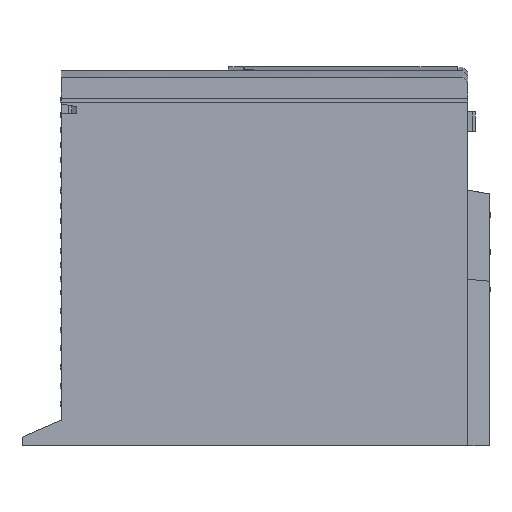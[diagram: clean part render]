
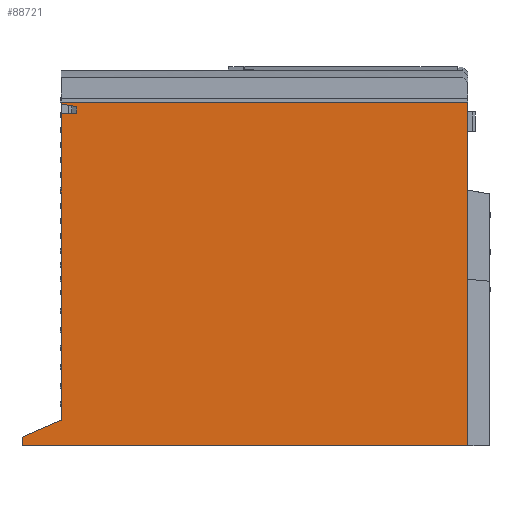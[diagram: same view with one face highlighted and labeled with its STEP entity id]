
A CAD part, left-side view. The second image highlights one B-rep face of the part: STEP entity #88721.
In plain terms, the highlighted planar face has unit normal (-1, 0, 0).
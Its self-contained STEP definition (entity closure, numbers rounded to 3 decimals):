
#56=DIRECTION('',(0.,-1.,0.));
#57=VECTOR('',#56,7.8);
#58=CARTESIAN_POINT('',(-90.,-20.2,169.5));
#59=LINE('',#58,#57);
#19429=DIRECTION('',(0.,0.,1.));
#19430=VECTOR('',#19429,3.7);
#19431=CARTESIAN_POINT('',(-90.,-20.2,165.8));
#19432=LINE('',#19431,#19430);
#20271=DIRECTION('',(0.,-1.,0.));
#20272=VECTOR('',#20271,0.2);
#20273=CARTESIAN_POINT('',(-90.,-20.,165.8));
#20274=LINE('',#20273,#20272);
#20278=DIRECTION('',(0.,0.,1.));
#20279=VECTOR('',#20278,3.559);
#20280=CARTESIAN_POINT('',(-90.,-28.,169.5));
#20281=LINE('',#20280,#20279);
#20285=DIRECTION('',(0.,-0.985,-0.174));
#20286=VECTOR('',#20285,8.123);
#20287=CARTESIAN_POINT('',(-90.,-20.,174.47));
#20288=LINE('',#20287,#20286);
#20292=DIRECTION('',(0.,0.,-1.));
#20293=VECTOR('',#20292,0.93);
#20294=CARTESIAN_POINT('',(-90.,-20.,175.4));
#20295=LINE('',#20294,#20293);
#20299=DIRECTION('',(0.,0.,-1.));
#20300=VECTOR('',#20299,4.5);
#20301=CARTESIAN_POINT('',(-90.,0.,4.5));
#20302=LINE('',#20301,#20300);
#20306=DIRECTION('',(0.,0.917,-0.4));
#20307=VECTOR('',#20306,21.272);
#20308=CARTESIAN_POINT('',(-90.,-19.5,13.));
#20309=LINE('',#20308,#20307);
#20313=DIRECTION('',(0.,1.,0.));
#20314=VECTOR('',#20313,0.5);
#20315=CARTESIAN_POINT('',(-90.,-20.,13.));
#20316=LINE('',#20315,#20314);
#20320=DIRECTION('',(0.,0.,-1.));
#20321=VECTOR('',#20320,152.8);
#20322=CARTESIAN_POINT('',(-90.,-20.,165.8));
#20323=LINE('',#20322,#20321);
#22565=DIRECTION('',(0.,0.,-1.));
#22566=VECTOR('',#22565,175.4);
#22567=CARTESIAN_POINT('',(-90.,-227.5,175.4));
#22568=LINE('',#22567,#22566);
#26216=DIRECTION('',(0.,-1.,0.));
#26217=VECTOR('',#26216,227.5);
#26218=CARTESIAN_POINT('',(-90.,0.,0.));
#26219=LINE('',#26218,#26217);
#41275=DIRECTION('',(0.,1.,0.));
#41276=VECTOR('',#41275,207.5);
#41277=CARTESIAN_POINT('',(-90.,-227.5,175.4));
#41278=LINE('',#41277,#41276);
#61790=CARTESIAN_POINT('',(-90.,-20.,175.4));
#61791=VERTEX_POINT('',#61790);
#61808=CARTESIAN_POINT('',(-90.,0.,0.));
#61809=VERTEX_POINT('',#61808);
#63534=CARTESIAN_POINT('',(-90.,-20.,174.47));
#63535=CARTESIAN_POINT('',(-90.,-28.,173.059));
#63536=VERTEX_POINT('',#63534);
#63537=VERTEX_POINT('',#63535);
#63556=CARTESIAN_POINT('',(-90.,-20.,165.8));
#63557=VERTEX_POINT('',#63556);
#64464=CARTESIAN_POINT('',(-90.,0.,4.5));
#64465=VERTEX_POINT('',#64464);
#64510=CARTESIAN_POINT('',(-90.,-20.,13.));
#64511=CARTESIAN_POINT('',(-90.,-19.5,13.));
#64512=VERTEX_POINT('',#64510);
#64513=VERTEX_POINT('',#64511);
#65257=CARTESIAN_POINT('',(-90.,-227.5,175.4));
#65258=VERTEX_POINT('',#65257);
#65259=CARTESIAN_POINT('',(-90.,-227.5,0.));
#65260=VERTEX_POINT('',#65259);
#69079=CARTESIAN_POINT('',(-90.,-20.2,165.8));
#69081=VERTEX_POINT('',#69079);
#69107=CARTESIAN_POINT('',(-90.,-28.,169.5));
#69109=VERTEX_POINT('',#69107);
#69213=CARTESIAN_POINT('',(-90.,-20.2,169.5));
#69214=VERTEX_POINT('',#69213);
#88691=CARTESIAN_POINT('',(-90.,0.,0.));
#88692=DIRECTION('',(1.,0.,0.));
#88693=DIRECTION('',(0.,-1.,0.));
#88694=AXIS2_PLACEMENT_3D('',#88691,#88692,#88693);
#88695=PLANE('',#88694);
#88696=ORIENTED_EDGE('',*,*,#88649,.T.);
#88697=ORIENTED_EDGE('',*,*,#88125,.T.);
#88698=ORIENTED_EDGE('',*,*,#73206,.T.);
#88700=ORIENTED_EDGE('',*,*,#88699,.T.);
#88702=ORIENTED_EDGE('',*,*,#88701,.F.);
#88704=ORIENTED_EDGE('',*,*,#88703,.F.);
#88706=ORIENTED_EDGE('',*,*,#88705,.F.);
#88708=ORIENTED_EDGE('',*,*,#88707,.T.);
#88710=ORIENTED_EDGE('',*,*,#88709,.F.);
#88712=ORIENTED_EDGE('',*,*,#88711,.F.);
#88714=ORIENTED_EDGE('',*,*,#88713,.F.);
#88716=ORIENTED_EDGE('',*,*,#88715,.F.);
#88718=ORIENTED_EDGE('',*,*,#88717,.F.);
#88719=EDGE_LOOP('',(#88696,#88697,#88698,#88700,#88702,#88704,#88706,#88708,
#88710,#88712,#88714,#88716,#88718));
#88720=FACE_OUTER_BOUND('',#88719,.F.);
#88721=ADVANCED_FACE('',(#88720),#88695,.F.);
#73206=EDGE_CURVE('',#69214,#69109,#59,.T.);
#88125=EDGE_CURVE('',#69081,#69214,#19432,.T.);
#88649=EDGE_CURVE('',#63557,#69081,#20274,.T.);
#88699=EDGE_CURVE('',#69109,#63537,#20281,.T.);
#88701=EDGE_CURVE('',#63536,#63537,#20288,.T.);
#88703=EDGE_CURVE('',#61791,#63536,#20295,.T.);
#88705=EDGE_CURVE('',#65258,#61791,#41278,.T.);
#88707=EDGE_CURVE('',#65258,#65260,#22568,.T.);
#88709=EDGE_CURVE('',#61809,#65260,#26219,.T.);
#88711=EDGE_CURVE('',#64465,#61809,#20302,.T.);
#88713=EDGE_CURVE('',#64513,#64465,#20309,.T.);
#88715=EDGE_CURVE('',#64512,#64513,#20316,.T.);
#88717=EDGE_CURVE('',#63557,#64512,#20323,.T.);
